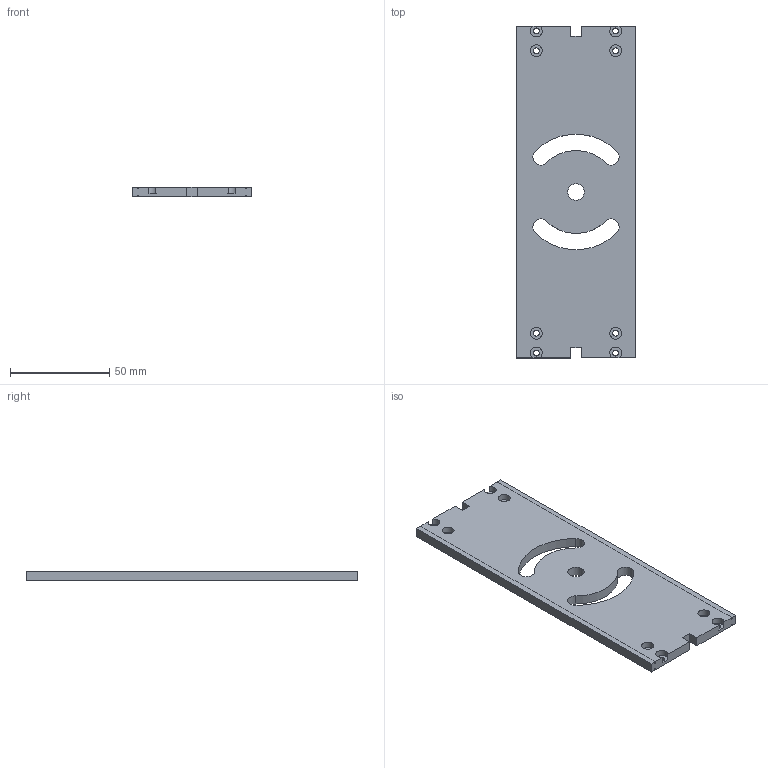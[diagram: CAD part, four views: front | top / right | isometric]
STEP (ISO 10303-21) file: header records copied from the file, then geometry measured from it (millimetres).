
FILE_DESCRIPTION(/* description */ ('','CAx-IF Rec.Pracs.---Representation and Presentation of Product Manufacturing Information (PMI)---4.0---2014-10-13'),/* implementation_level */ '2;1');
FILE_NAME(/* name */ 'FS80+UL Pivot Base v9.step',/* time_stamp */ '2025-02-19T13:36:28+01:00',/* author */ (''),/* organization */ (''),/* preprocessor_version */ 'ST-DEVELOPER v20',/* originating_system */ 'Autodesk Translation Framework v13.20.0.188',/* authorisation */ '');
FILE_SCHEMA (('AP242_MANAGED_MODEL_BASED_3D_ENGINEERING_MIM_LF { 1 0 10303 442 1 1 4 }'));
Length unit declared in the file: millimetre
Products named in the file (1): FS80+UL Pivot Base
Bounding box: 60 x 167.2 x 5 mm (x, y, z)
Volume: 44740.2 mm3; surface area: 23995.5 mm2
Topology: 1 solids, 1 shells, 51 faces, 135 edges, 90 vertices
Faces by surface type: cylinder 29, plane 22
Full cylindrical faces by diameter (mm): 0.8 x4, 3 x8, 6 x4, 8.2 x1
Entity records: 1700 total; most frequent: DIRECTION 297, CARTESIAN_POINT 277, ORIENTED_EDGE 270, EDGE_CURVE 135, AXIS2_PLACEMENT_3D 110, VERTEX_POINT 90, EDGE_LOOP 85, LINE 77
